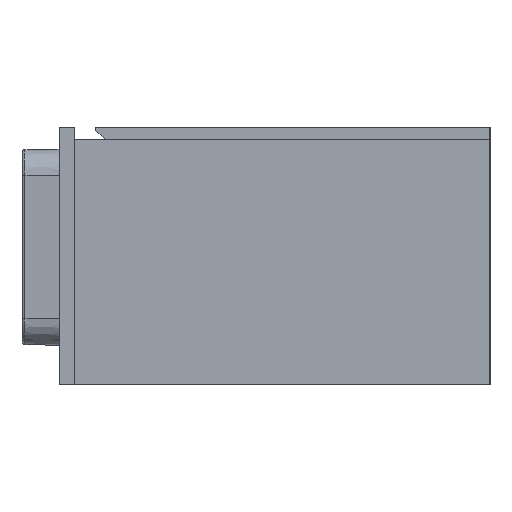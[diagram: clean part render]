
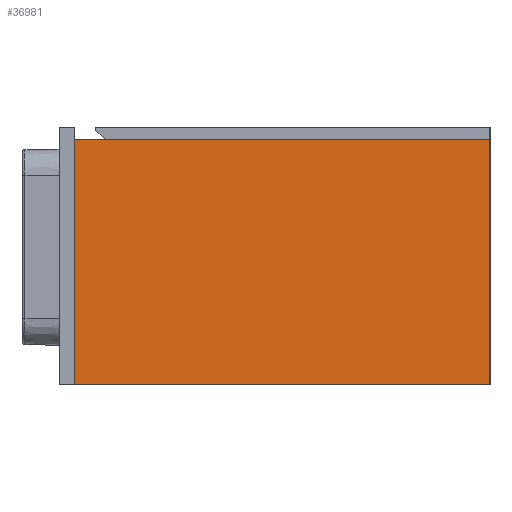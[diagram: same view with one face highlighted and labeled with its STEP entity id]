
A CAD part, left-side view. The second image highlights one B-rep face of the part: STEP entity #36981.
In plain terms, the highlighted planar face has unit normal (-1, 0, 0).
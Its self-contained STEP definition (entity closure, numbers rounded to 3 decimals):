
#1325 = LINE ( 'NONE', #11172, #21608 ) ;
#5606 = ORIENTED_EDGE ( 'NONE', *, *, #53490, .T. ) ;
#6823 = CARTESIAN_POINT ( 'NONE',  ( -594., -275., 325. ) ) ;
#8821 = LINE ( 'NONE', #21046, #9634 ) ;
#9314 = VECTOR ( 'NONE', #17015, 1000. ) ;
#9634 = VECTOR ( 'NONE', #36016, 1000. ) ;
#9840 = ORIENTED_EDGE ( 'NONE', *, *, #37919, .F. ) ;
#11133 = DIRECTION ( 'NONE',  ( 0., 0., 1. ) ) ;
#11172 = CARTESIAN_POINT ( 'NONE',  ( -594., 275., 0. ) ) ;
#12581 = FACE_OUTER_BOUND ( 'NONE', #19203, .T. ) ;
#17015 = DIRECTION ( 'NONE',  ( 0., 0., -1. ) ) ;
#17414 = VERTEX_POINT ( 'NONE', #26689 ) ;
#18844 = CARTESIAN_POINT ( 'NONE',  ( -594., 275., 325. ) ) ;
#19203 = EDGE_LOOP ( 'NONE', ( #27999, #9840, #44928, #5606 ) ) ;
#20696 = LINE ( 'NONE', #6823, #9314 ) ;
#21046 = CARTESIAN_POINT ( 'NONE',  ( -594., 275., 325. ) ) ;
#21608 = VECTOR ( 'NONE', #32694, 1000. ) ;
#21998 = CARTESIAN_POINT ( 'NONE',  ( -594., 275., 325. ) ) ;
#26689 = CARTESIAN_POINT ( 'NONE',  ( -594., 275., 0. ) ) ;
#27999 = ORIENTED_EDGE ( 'NONE', *, *, #28773, .F. ) ;
#28773 = EDGE_CURVE ( 'NONE', #49865, #17414, #1325, .T. ) ;
#30157 = CARTESIAN_POINT ( 'NONE',  ( -594., 275., 325. ) ) ;
#32211 = PLANE ( 'NONE',  #65782 ) ;
#32694 = DIRECTION ( 'NONE',  ( 0., 1., 0. ) ) ;
#34102 = LINE ( 'NONE', #18844, #59271 ) ;
#36016 = DIRECTION ( 'NONE',  ( 0., 1., 0. ) ) ;
#36981 = ADVANCED_FACE ( 'NONE', ( #12581 ), #32211, .T. ) ;
#37919 = EDGE_CURVE ( 'NONE', #48375, #49865, #20696, .T. ) ;
#39477 = DIRECTION ( 'NONE',  ( 0., 0., -1. ) ) ;
#40070 = CARTESIAN_POINT ( 'NONE',  ( -594., -275., 325. ) ) ;
#44928 = ORIENTED_EDGE ( 'NONE', *, *, #61698, .T. ) ;
#48375 = VERTEX_POINT ( 'NONE', #40070 ) ;
#49865 = VERTEX_POINT ( 'NONE', #60707 ) ;
#52144 = DIRECTION ( 'NONE',  ( -1., 0., 0. ) ) ;
#53490 = EDGE_CURVE ( 'NONE', #55555, #17414, #34102, .T. ) ;
#55555 = VERTEX_POINT ( 'NONE', #30157 ) ;
#59271 = VECTOR ( 'NONE', #39477, 1000. ) ;
#60707 = CARTESIAN_POINT ( 'NONE',  ( -594., -275., 0. ) ) ;
#61698 = EDGE_CURVE ( 'NONE', #48375, #55555, #8821, .T. ) ;
#65782 = AXIS2_PLACEMENT_3D ( 'NONE', #21998, #52144, #11133 ) ;
